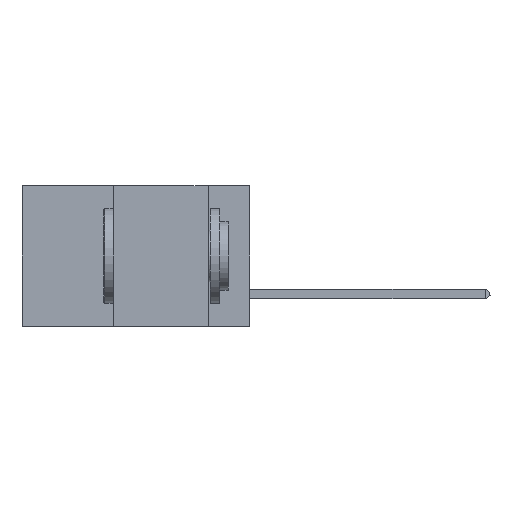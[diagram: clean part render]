
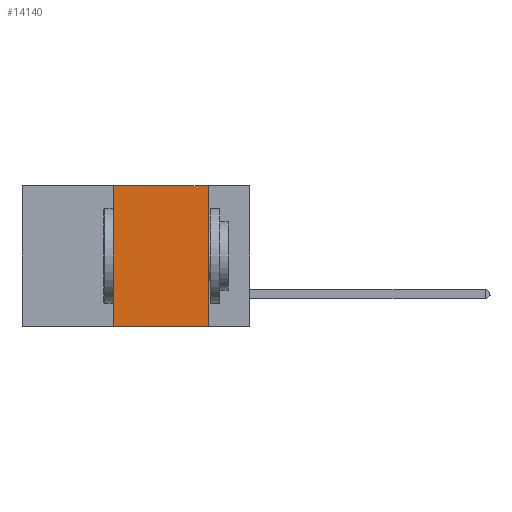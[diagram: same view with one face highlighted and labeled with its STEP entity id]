
A CAD part, left-side view. The second image highlights one B-rep face of the part: STEP entity #14140.
In plain terms, the highlighted planar face has unit normal (-1, 0, 0).
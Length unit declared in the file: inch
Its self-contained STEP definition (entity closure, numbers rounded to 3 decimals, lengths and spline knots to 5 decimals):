
#105 = LINE ( 'NONE', #2864, #13217 ) ;
#412 = CARTESIAN_POINT ( 'NONE',  ( 0., 0.6, -0.37 ) ) ;
#652 = LINE ( 'NONE', #412, #5751 ) ;
#1322 = ORIENTED_EDGE ( 'NONE', *, *, #7667, .F. ) ;
#1761 = VECTOR ( 'NONE', #5086, 39.37008 ) ;
#2366 = EDGE_CURVE ( 'NONE', #13611, #13170, #105, .T. ) ;
#2864 = CARTESIAN_POINT ( 'NONE',  ( 0., 0.36, 0. ) ) ;
#3219 = DIRECTION ( 'NONE',  ( 0., -1., 0. ) ) ;
#3284 = DIRECTION ( 'NONE',  ( 0., -1., 0. ) ) ;
#3722 = CARTESIAN_POINT ( 'NONE',  ( 0., 0.6, 0. ) ) ;
#3911 = CARTESIAN_POINT ( 'NONE',  ( 0., 0.36, -0.37 ) ) ;
#4904 = VERTEX_POINT ( 'NONE', #11112 ) ;
#5086 = DIRECTION ( 'NONE',  ( 0., 0., -1. ) ) ;
#5157 = DIRECTION ( 'NONE',  ( 0., 0., -1. ) ) ;
#5506 = EDGE_LOOP ( 'NONE', ( #13547, #1322, #13236, #11050 ) ) ;
#5751 = VECTOR ( 'NONE', #3219, 39.37008 ) ;
#5931 = LINE ( 'NONE', #13276, #1761 ) ;
#6144 = LINE ( 'NONE', #14197, #15462 ) ;
#7596 = EDGE_CURVE ( 'NONE', #13611, #4904, #652, .T. ) ;
#7667 = EDGE_CURVE ( 'NONE', #13170, #12978, #6144, .T. ) ;
#8157 = CARTESIAN_POINT ( 'NONE',  ( 0., 0.36, 0. ) ) ;
#8635 = PLANE ( 'NONE',  #14391 ) ;
#9848 = FACE_OUTER_BOUND ( 'NONE', #5506, .T. ) ;
#11050 = ORIENTED_EDGE ( 'NONE', *, *, #7596, .T. ) ;
#11112 = CARTESIAN_POINT ( 'NONE',  ( 0., 0.11, -0.37 ) ) ;
#11213 = DIRECTION ( 'NONE',  ( 1., 0., 0. ) ) ;
#12044 = EDGE_CURVE ( 'NONE', #12978, #4904, #5931, .T. ) ;
#12305 = CARTESIAN_POINT ( 'NONE',  ( 0., 0.11, 0. ) ) ;
#12594 = DIRECTION ( 'NONE',  ( 0., 0., 1. ) ) ;
#12978 = VERTEX_POINT ( 'NONE', #12305 ) ;
#13170 = VERTEX_POINT ( 'NONE', #8157 ) ;
#13217 = VECTOR ( 'NONE', #12594, 39.37008 ) ;
#13236 = ORIENTED_EDGE ( 'NONE', *, *, #2366, .F. ) ;
#13276 = CARTESIAN_POINT ( 'NONE',  ( 0., 0.11, 0. ) ) ;
#13547 = ORIENTED_EDGE ( 'NONE', *, *, #12044, .F. ) ;
#13611 = VERTEX_POINT ( 'NONE', #3911 ) ;
#14140 = ADVANCED_FACE ( 'NONE', ( #9848 ), #8635, .F. ) ;
#14197 = CARTESIAN_POINT ( 'NONE',  ( 0., 0.6, 0. ) ) ;
#14391 = AXIS2_PLACEMENT_3D ( 'NONE', #3722, #11213, #5157 ) ;
#15462 = VECTOR ( 'NONE', #3284, 39.37008 ) ;
